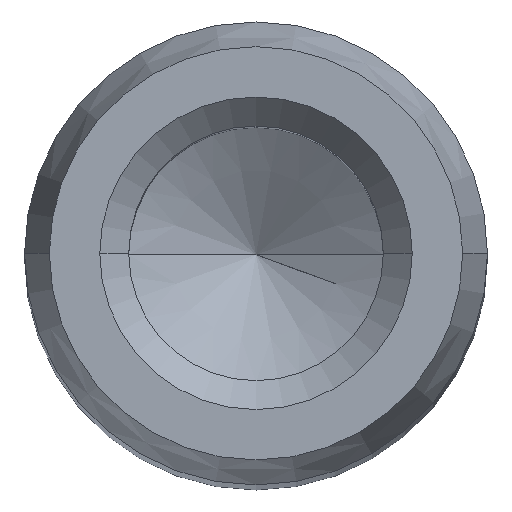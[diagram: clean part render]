
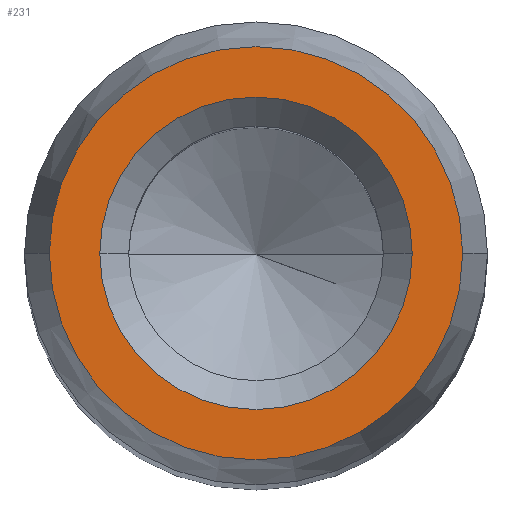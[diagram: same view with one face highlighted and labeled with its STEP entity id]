
A CAD part, top view. The second image highlights one B-rep face of the part: STEP entity #231.
In plain terms, the highlighted planar face has unit normal (0, 0, 1).
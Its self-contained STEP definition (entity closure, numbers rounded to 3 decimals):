
#2 = DIRECTION ( 'NONE',  ( 1., 0., 0. ) ) ;
#9 = CARTESIAN_POINT ( 'NONE',  ( 0., 0., 20. ) ) ;
#46 = DIRECTION ( 'NONE',  ( 0., 0., -1. ) ) ;
#63 = EDGE_LOOP ( 'NONE', ( #516, #195 ) ) ;
#79 = VERTEX_POINT ( 'NONE', #216 ) ;
#80 = EDGE_CURVE ( 'NONE', #421, #167, #359, .T. ) ;
#98 = DIRECTION ( 'NONE',  ( 1., 0., 0. ) ) ;
#127 = EDGE_CURVE ( 'NONE', #79, #129, #322, .T. ) ;
#129 = VERTEX_POINT ( 'NONE', #270 ) ;
#140 = CIRCLE ( 'NONE', #169, 2.025 ) ;
#167 = VERTEX_POINT ( 'NONE', #546 ) ;
#169 = AXIS2_PLACEMENT_3D ( 'NONE', #9, #365, #98 ) ;
#176 = PLANE ( 'NONE',  #312 ) ;
#177 = AXIS2_PLACEMENT_3D ( 'NONE', #315, #178, #2 ) ;
#178 = DIRECTION ( 'NONE',  ( 0., 0., 1. ) ) ;
#195 = ORIENTED_EDGE ( 'NONE', *, *, #466, .F. ) ;
#203 = EDGE_LOOP ( 'NONE', ( #222, #565 ) ) ;
#216 = CARTESIAN_POINT ( 'NONE',  ( 2.025, 0., 20. ) ) ;
#222 = ORIENTED_EDGE ( 'NONE', *, *, #80, .F. ) ;
#231 = ADVANCED_FACE ( 'NONE', ( #451, #267 ), #176, .F. ) ;
#267 = FACE_OUTER_BOUND ( 'NONE', #203, .T. ) ;
#270 = CARTESIAN_POINT ( 'NONE',  ( -2.025, 0., 20. ) ) ;
#306 = CIRCLE ( 'NONE', #410, 2.678 ) ;
#312 = AXIS2_PLACEMENT_3D ( 'NONE', #317, #432, #418 ) ;
#315 = CARTESIAN_POINT ( 'NONE',  ( 0., 0., 20. ) ) ;
#317 = CARTESIAN_POINT ( 'NONE',  ( 0., 0., 20. ) ) ;
#322 = CIRCLE ( 'NONE', #177, 2.025 ) ;
#334 = CARTESIAN_POINT ( 'NONE',  ( -2.678, 0., 20. ) ) ;
#356 = DIRECTION ( 'NONE',  ( -1., 0., 0. ) ) ;
#359 = CIRCLE ( 'NONE', #442, 2.678 ) ;
#365 = DIRECTION ( 'NONE',  ( 0., 0., 1. ) ) ;
#405 = CARTESIAN_POINT ( 'NONE',  ( 0., 0., 20. ) ) ;
#410 = AXIS2_PLACEMENT_3D ( 'NONE', #517, #46, #498 ) ;
#418 = DIRECTION ( 'NONE',  ( -1., 0., 0. ) ) ;
#421 = VERTEX_POINT ( 'NONE', #334 ) ;
#432 = DIRECTION ( 'NONE',  ( 0., 0., -1. ) ) ;
#437 = DIRECTION ( 'NONE',  ( 0., 0., -1. ) ) ;
#442 = AXIS2_PLACEMENT_3D ( 'NONE', #405, #437, #356 ) ;
#451 = FACE_BOUND ( 'NONE', #63, .T. ) ;
#466 = EDGE_CURVE ( 'NONE', #129, #79, #140, .T. ) ;
#489 = EDGE_CURVE ( 'NONE', #167, #421, #306, .T. ) ;
#498 = DIRECTION ( 'NONE',  ( -1., 0., 0. ) ) ;
#516 = ORIENTED_EDGE ( 'NONE', *, *, #127, .F. ) ;
#517 = CARTESIAN_POINT ( 'NONE',  ( 0., 0., 20. ) ) ;
#546 = CARTESIAN_POINT ( 'NONE',  ( 2.678, 0., 20. ) ) ;
#565 = ORIENTED_EDGE ( 'NONE', *, *, #489, .F. ) ;
